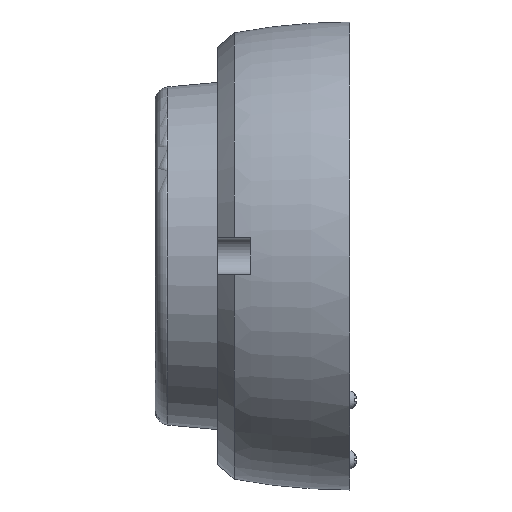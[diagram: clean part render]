
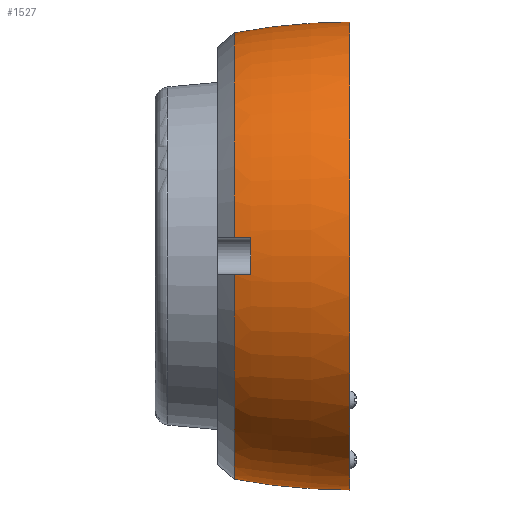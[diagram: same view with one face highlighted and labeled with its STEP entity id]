
A CAD part, left-side view. The second image highlights one B-rep face of the part: STEP entity #1527.
In plain terms, the highlighted toroidal (fillet/blend) face has major radius 83.654 mm and minor radius 134.154 mm.
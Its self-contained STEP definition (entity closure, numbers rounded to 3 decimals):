
#13 = ORIENTED_EDGE ( 'NONE', *, *, #4013, .T. ) ;
#55 = ORIENTED_EDGE ( 'NONE', *, *, #3622, .F. ) ;
#69 = ORIENTED_EDGE ( 'NONE', *, *, #446, .T. ) ;
#122 = DIRECTION ( 'NONE',  ( 0., 0., 1. ) ) ;
#335 = DIRECTION ( 'NONE',  ( 0., -1., 0. ) ) ;
#344 = VERTEX_POINT ( 'NONE', #2297 ) ;
#419 = AXIS2_PLACEMENT_3D ( 'NONE', #4527, #335, #1012 ) ;
#442 = CARTESIAN_POINT ( 'NONE',  ( -54.5, 0., 50.5 ) ) ;
#446 = EDGE_CURVE ( 'NONE', #4509, #871, #4098, .T. ) ;
#500 = CARTESIAN_POINT ( 'NONE',  ( -102.709, 23.793, -4. ) ) ;
#521 = DIRECTION ( 'NONE',  ( 0., -1., 0. ) ) ;
#530 = DIRECTION ( 'NONE',  ( -1., 0., 0. ) ) ;
#580 = ORIENTED_EDGE ( 'NONE', *, *, #2865, .F. ) ;
#588 = TOROIDAL_SURFACE ( 'NONE', #1319, -83.654, 134.154 ) ;
#683 = ORIENTED_EDGE ( 'NONE', *, *, #991, .T. ) ;
#800 = CIRCLE ( 'NONE', #827, 134.154 ) ;
#808 = VERTEX_POINT ( 'NONE', #3460 ) ;
#827 = AXIS2_PLACEMENT_3D ( 'NONE', #2701, #530, #3060 ) ;
#837 = CARTESIAN_POINT ( 'NONE',  ( -102.484, 25., -4. ) ) ;
#840 = EDGE_LOOP ( 'NONE', ( #55, #13, #683, #4610, #4628, #580, #69, #2747 ) ) ;
#871 = VERTEX_POINT ( 'NONE', #3117 ) ;
#878 = CARTESIAN_POINT ( 'NONE',  ( -102.706, 23.809, 4. ) ) ;
#991 = EDGE_CURVE ( 'NONE', #344, #1969, #3876, .T. ) ;
#1004 = DIRECTION ( 'NONE',  ( 1., 0., 0. ) ) ;
#1005 = AXIS2_PLACEMENT_3D ( 'NONE', #2684, #521, #3050 ) ;
#1012 = DIRECTION ( 'NONE',  ( 0., 0., -1. ) ) ;
#1063 = EDGE_CURVE ( 'NONE', #871, #808, #4518, .T. ) ;
#1247 = CARTESIAN_POINT ( 'NONE',  ( -102.597, 24.404, 4. ) ) ;
#1253 = CARTESIAN_POINT ( 'NONE',  ( -54.5, 25., -48.15 ) ) ;
#1319 = AXIS2_PLACEMENT_3D ( 'NONE', #3793, #3096, #3464 ) ;
#1324 = CIRCLE ( 'NONE', #3631, 134.154 ) ;
#1442 = EDGE_CURVE ( 'NONE', #1969, #4125, #800, .T. ) ;
#1527 = ADVANCED_FACE ( 'NONE', ( #4290 ), #588, .T. ) ;
#1561 = CARTESIAN_POINT ( 'NONE',  ( -103.021, 21.999, -4. ) ) ;
#1623 = CARTESIAN_POINT ( 'NONE',  ( -54.5, 0., -50.5 ) ) ;
#1799 = CARTESIAN_POINT ( 'NONE',  ( -54.5, 25., 0. ) ) ;
#1859 = DIRECTION ( 'NONE',  ( 0., -1., 0. ) ) ;
#1969 = VERTEX_POINT ( 'NONE', #1253 ) ;
#2010 = AXIS2_PLACEMENT_3D ( 'NONE', #1799, #1859, #2577 ) ;
#2275 = DIRECTION ( 'NONE',  ( 0., 1., 0. ) ) ;
#2297 = CARTESIAN_POINT ( 'NONE',  ( -102.484, 25., -4. ) ) ;
#2306 = CARTESIAN_POINT ( 'NONE',  ( -103.118, 21.4, -4. ) ) ;
#2577 = DIRECTION ( 'NONE',  ( 0., 0., -1. ) ) ;
#2665 = CARTESIAN_POINT ( 'NONE',  ( -102.92, 22.597, -4. ) ) ;
#2684 = CARTESIAN_POINT ( 'NONE',  ( -54.5, 0., 0. ) ) ;
#2701 = CARTESIAN_POINT ( 'NONE',  ( -54.5, 0., 83.654 ) ) ;
#2747 = ORIENTED_EDGE ( 'NONE', *, *, #1063, .T. ) ;
#2855 = CIRCLE ( 'NONE', #1005, 50.5 ) ;
#2865 = EDGE_CURVE ( 'NONE', #4509, #3969, #1324, .T. ) ;
#3025 = CARTESIAN_POINT ( 'NONE',  ( -102.598, 24.399, -4. ) ) ;
#3050 = DIRECTION ( 'NONE',  ( 0., 0., -1. ) ) ;
#3060 = DIRECTION ( 'NONE',  ( 0., 0., -1. ) ) ;
#3081 = CIRCLE ( 'NONE', #4074, 48.782 ) ;
#3096 = DIRECTION ( 'NONE',  ( 0., -1., 0. ) ) ;
#3117 = CARTESIAN_POINT ( 'NONE',  ( -102.484, 25., 4. ) ) ;
#3190 = CARTESIAN_POINT ( 'NONE',  ( -54.5, 0., -83.654 ) ) ;
#3200 = EDGE_CURVE ( 'NONE', #3969, #4125, #2855, .T. ) ;
#3451 = CARTESIAN_POINT ( 'NONE',  ( -103.02, 22.002, 4. ) ) ;
#3460 = CARTESIAN_POINT ( 'NONE',  ( -103.118, 21.4, 4. ) ) ;
#3464 = DIRECTION ( 'NONE',  ( 0., 0., -1. ) ) ;
#3545 = CARTESIAN_POINT ( 'NONE',  ( -102.484, 25., 4. ) ) ;
#3562 = DIRECTION ( 'NONE',  ( 0., 0., 1. ) ) ;
#3622 = EDGE_CURVE ( 'NONE', #4370, #808, #3081, .T. ) ;
#3631 = AXIS2_PLACEMENT_3D ( 'NONE', #3190, #1004, #3562 ) ;
#3793 = CARTESIAN_POINT ( 'NONE',  ( -54.5, 0., 0. ) ) ;
#3876 = CIRCLE ( 'NONE', #2010, 48.15 ) ;
#3969 = VERTEX_POINT ( 'NONE', #442 ) ;
#4013 = EDGE_CURVE ( 'NONE', #4370, #344, #4298, .T. ) ;
#4035 = CARTESIAN_POINT ( 'NONE',  ( -54.5, 25., 48.15 ) ) ;
#4074 = AXIS2_PLACEMENT_3D ( 'NONE', #4421, #2275, #122 ) ;
#4098 = CIRCLE ( 'NONE', #419, 48.15 ) ;
#4121 = CARTESIAN_POINT ( 'NONE',  ( -102.918, 22.605, 4. ) ) ;
#4125 = VERTEX_POINT ( 'NONE', #1623 ) ;
#4290 = FACE_OUTER_BOUND ( 'NONE', #840, .T. ) ;
#4298 = B_SPLINE_CURVE_WITH_KNOTS ( 'NONE', 3,
 ( #2306, #1561, #2665, #500, #3025, #837 ),
 .UNSPECIFIED., .F., .F.,
 ( 4, 2, 4 ),
 ( 0.472, 0.473, 0.475 ),
 .UNSPECIFIED. ) ;
#4370 = VERTEX_POINT ( 'NONE', #4638 ) ;
#4421 = CARTESIAN_POINT ( 'NONE',  ( -54.5, 21.4, 0. ) ) ;
#4442 = CARTESIAN_POINT ( 'NONE',  ( -103.118, 21.4, 4. ) ) ;
#4509 = VERTEX_POINT ( 'NONE', #4035 ) ;
#4518 = B_SPLINE_CURVE_WITH_KNOTS ( 'NONE', 3,
 ( #3545, #1247, #878, #4121, #3451, #4442 ),
 .UNSPECIFIED., .F., .F.,
 ( 4, 2, 4 ),
 ( 0.471, 0.473, 0.475 ),
 .UNSPECIFIED. ) ;
#4527 = CARTESIAN_POINT ( 'NONE',  ( -54.5, 25., 0. ) ) ;
#4610 = ORIENTED_EDGE ( 'NONE', *, *, #1442, .T. ) ;
#4628 = ORIENTED_EDGE ( 'NONE', *, *, #3200, .F. ) ;
#4638 = CARTESIAN_POINT ( 'NONE',  ( -103.118, 21.4, -4. ) ) ;
